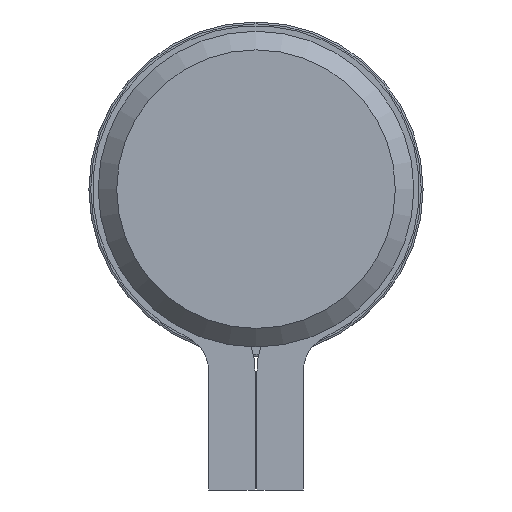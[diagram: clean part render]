
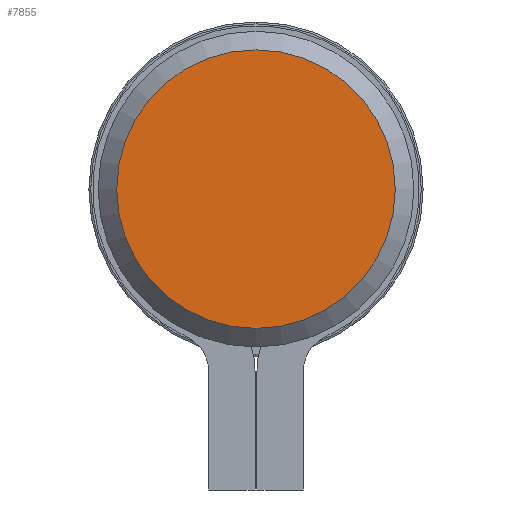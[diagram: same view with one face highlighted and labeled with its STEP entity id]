
A CAD part, front view. The second image highlights one B-rep face of the part: STEP entity #7855.
In plain terms, the highlighted planar face has unit normal (0, -1, 0).
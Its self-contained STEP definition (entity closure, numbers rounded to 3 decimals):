
#576 = CIRCLE ( 'NONE', #4405, 7.5 ) ;
#2690 = DIRECTION ( 'NONE',  ( 0., 0., 1. ) ) ;
#4046 = DIRECTION ( 'NONE',  ( 0., -1., 0. ) ) ;
#4148 = ORIENTED_EDGE ( 'NONE', *, *, #11702, .T. ) ;
#4405 = AXIS2_PLACEMENT_3D ( 'NONE', #7183, #4046, #7050 ) ;
#4759 = DIRECTION ( 'NONE',  ( 0., 1., 0. ) ) ;
#5973 = FACE_OUTER_BOUND ( 'NONE', #11045, .T. ) ;
#7018 = PLANE ( 'NONE',  #8454 ) ;
#7050 = DIRECTION ( 'NONE',  ( 0., 0., 1. ) ) ;
#7183 = CARTESIAN_POINT ( 'NONE',  ( 0., -87., 0. ) ) ;
#7855 = ADVANCED_FACE ( 'NONE', ( #5973 ), #7018, .F. ) ;
#8454 = AXIS2_PLACEMENT_3D ( 'NONE', #11065, #4759, #2690 ) ;
#10216 = VERTEX_POINT ( 'NONE', #10396 ) ;
#10396 = CARTESIAN_POINT ( 'NONE',  ( 0., -87., 7.5 ) ) ;
#11045 = EDGE_LOOP ( 'NONE', ( #4148 ) ) ;
#11065 = CARTESIAN_POINT ( 'NONE',  ( 0., -87., 0. ) ) ;
#11702 = EDGE_CURVE ( 'NONE', #10216, #10216, #576, .T. ) ;
